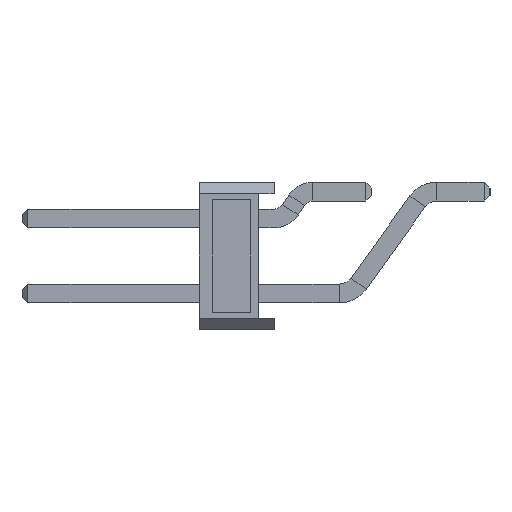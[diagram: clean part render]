
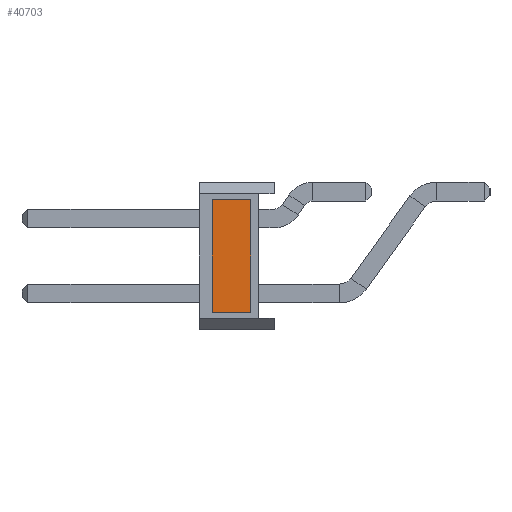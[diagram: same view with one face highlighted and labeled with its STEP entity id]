
A CAD part, left-side view. The second image highlights one B-rep face of the part: STEP entity #40703.
In plain terms, the highlighted planar face has unit normal (-1, 0, 0).
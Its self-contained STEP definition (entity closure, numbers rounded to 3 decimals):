
#4416 = EDGE_CURVE ( 'NONE', #47459, #25969, #19868, .T. ) ;
#4825 = DIRECTION ( 'NONE',  ( 0., 0., 1. ) ) ;
#10165 = CARTESIAN_POINT ( 'NONE',  ( -1.27, 0.8, 0. ) ) ;
#10178 = EDGE_CURVE ( 'NONE', #52503, #18738, #42425, .T. ) ;
#11066 = EDGE_CURVE ( 'NONE', #25969, #18738, #26800, .T. ) ;
#11177 = ORIENTED_EDGE ( 'NONE', *, *, #10178, .F. ) ;
#11957 = CARTESIAN_POINT ( 'NONE',  ( -1.27, 2.1, 1.9 ) ) ;
#15022 = CARTESIAN_POINT ( 'NONE',  ( -1.27, 0.8, 1.9 ) ) ;
#15810 = VECTOR ( 'NONE', #30565, 1000. ) ;
#16153 = FACE_OUTER_BOUND ( 'NONE', #45790, .T. ) ;
#16622 = ORIENTED_EDGE ( 'NONE', *, *, #11066, .T. ) ;
#18738 = VERTEX_POINT ( 'NONE', #15022 ) ;
#19868 = LINE ( 'NONE', #32880, #45705 ) ;
#20091 = EDGE_CURVE ( 'NONE', #47459, #52503, #23811, .T. ) ;
#23811 = LINE ( 'NONE', #49890, #43763 ) ;
#25969 = VERTEX_POINT ( 'NONE', #32118 ) ;
#26002 = DIRECTION ( 'NONE',  ( 0., 0., -1. ) ) ;
#26800 = LINE ( 'NONE', #10165, #15810 ) ;
#28321 = VECTOR ( 'NONE', #35889, 1000. ) ;
#30565 = DIRECTION ( 'NONE',  ( 0., 0., 1. ) ) ;
#32118 = CARTESIAN_POINT ( 'NONE',  ( -1.27, 0.8, -1.9 ) ) ;
#32880 = CARTESIAN_POINT ( 'NONE',  ( -1.27, 2.1, -1.9 ) ) ;
#33287 = ORIENTED_EDGE ( 'NONE', *, *, #4416, .T. ) ;
#35889 = DIRECTION ( 'NONE',  ( 0., -1., 0. ) ) ;
#38439 = PLANE ( 'NONE',  #51877 ) ;
#40703 = ADVANCED_FACE ( 'NONE', ( #16153 ), #38439, .F. ) ;
#41116 = CARTESIAN_POINT ( 'NONE',  ( -1.27, 2.1, -1.9 ) ) ;
#41867 = CARTESIAN_POINT ( 'NONE',  ( -1.27, 2.1, 0. ) ) ;
#42425 = LINE ( 'NONE', #48070, #28321 ) ;
#43763 = VECTOR ( 'NONE', #4825, 1000. ) ;
#45644 = DIRECTION ( 'NONE',  ( 0., -1., 0. ) ) ;
#45705 = VECTOR ( 'NONE', #45644, 1000. ) ;
#45790 = EDGE_LOOP ( 'NONE', ( #16622, #11177, #47208, #33287 ) ) ;
#47208 = ORIENTED_EDGE ( 'NONE', *, *, #20091, .F. ) ;
#47459 = VERTEX_POINT ( 'NONE', #41116 ) ;
#48070 = CARTESIAN_POINT ( 'NONE',  ( -1.27, 2.1, 1.9 ) ) ;
#49890 = CARTESIAN_POINT ( 'NONE',  ( -1.27, 2.1, 0. ) ) ;
#50641 = DIRECTION ( 'NONE',  ( 1., 0., 0. ) ) ;
#51877 = AXIS2_PLACEMENT_3D ( 'NONE', #41867, #50641, #26002 ) ;
#52503 = VERTEX_POINT ( 'NONE', #11957 ) ;
